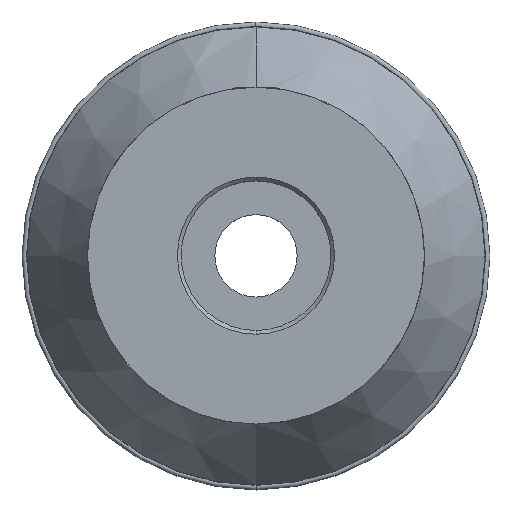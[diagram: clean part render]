
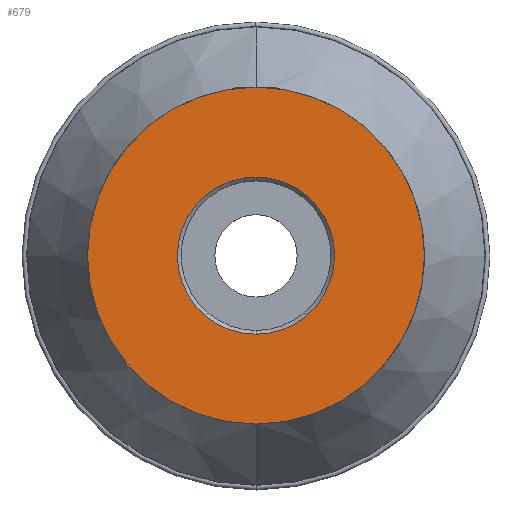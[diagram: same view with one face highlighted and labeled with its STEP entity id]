
A CAD part, top view. The second image highlights one B-rep face of the part: STEP entity #679.
In plain terms, the highlighted planar face has unit normal (0, 0, 1).
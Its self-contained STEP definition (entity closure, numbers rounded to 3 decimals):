
#495=VERTEX_POINT('',#1062);
#571=VERTEX_POINT('',#1147);
#635=EDGE_CURVE('',#495,#717,#1220,.T.);
#657=VERTEX_POINT('',#1242);
#679=ADVANCED_FACE('',(#1267,#1268),#1269,.T.);
#717=VERTEX_POINT('',#1311);
#719=EDGE_CURVE('',#717,#495,#1313,.T.);
#749=EDGE_CURVE('',#657,#571,#1346,.T.);
#793=EDGE_CURVE('',#571,#657,#1392,.T.);
#1062=CARTESIAN_POINT('',(0.,-21.0,0.0));
#1147=CARTESIAN_POINT('',(0.0,45.0,0.0));
#1220=CIRCLE('',#2236,21.0);
#1242=CARTESIAN_POINT('',(0.,-45.0,0.0));
#1267=FACE_BOUND('',#2320,.T.);
#1268=FACE_OUTER_BOUND('',#2321,.T.);
#1269=PLANE('',#2322);
#1311=CARTESIAN_POINT('',(0.0,21.0,0.0));
#1313=CIRCLE('',#2379,21.0);
#1346=CIRCLE('',#2466,45.0);
#1392=CIRCLE('',#2535,45.0);
#2236=AXIS2_PLACEMENT_3D('',#3063,#3064,#3065);
#2320=EDGE_LOOP('',(#3112,#3113));
#2321=EDGE_LOOP('',(#3114,#3115));
#2322=AXIS2_PLACEMENT_3D('',#3116,#3117,#3118);
#2379=AXIS2_PLACEMENT_3D('',#3180,#3181,#3182);
#2466=AXIS2_PLACEMENT_3D('',#3224,#3225,#3226);
#2535=AXIS2_PLACEMENT_3D('',#3269,#3270,#3271);
#3063=CARTESIAN_POINT('',(0.0,0.0,0.0));
#3064=DIRECTION('',(-0.0,0.0,-1.0));
#3065=DIRECTION('',(0.0,1.0,0.0));
#3112=ORIENTED_EDGE('',*,*,#719,.T.);
#3113=ORIENTED_EDGE('',*,*,#635,.T.);
#3114=ORIENTED_EDGE('',*,*,#793,.F.);
#3115=ORIENTED_EDGE('',*,*,#749,.F.);
#3116=CARTESIAN_POINT('',(0.0,22.5,0.0));
#3117=DIRECTION('',(-0.0,0.0,1.0));
#3118=DIRECTION('',(0.0,-1.0,0.0));
#3180=CARTESIAN_POINT('',(0.0,0.0,0.0));
#3181=DIRECTION('',(-0.0,0.0,-1.0));
#3182=DIRECTION('',(0.0,1.0,0.0));
#3224=CARTESIAN_POINT('',(0.0,0.0,0.0));
#3225=DIRECTION('',(0.0,0.0,-1.0));
#3226=DIRECTION('',(0.0,1.0,0.0));
#3269=CARTESIAN_POINT('',(0.0,0.0,0.0));
#3270=DIRECTION('',(0.0,0.0,-1.0));
#3271=DIRECTION('',(0.0,1.0,0.0));
